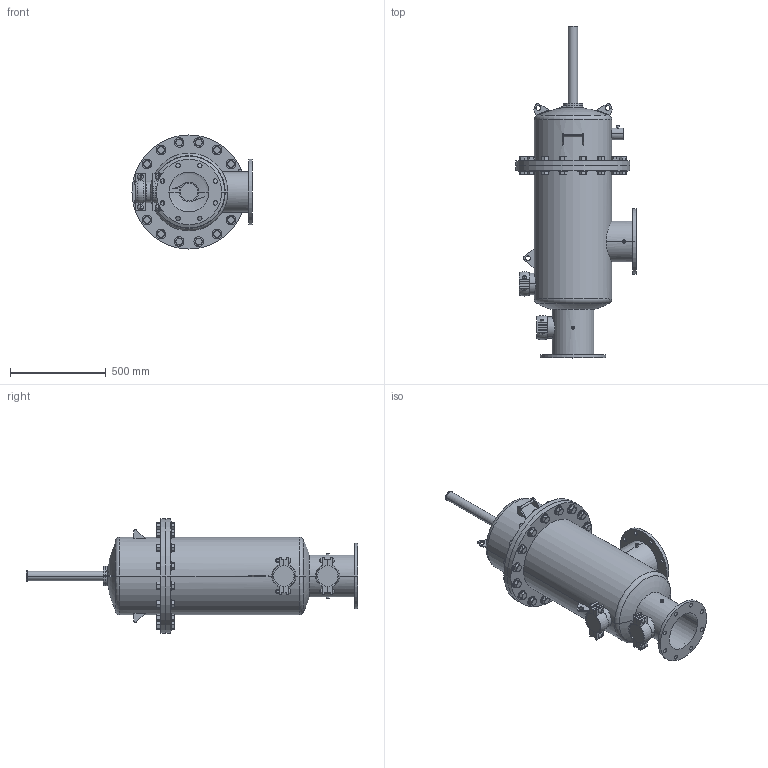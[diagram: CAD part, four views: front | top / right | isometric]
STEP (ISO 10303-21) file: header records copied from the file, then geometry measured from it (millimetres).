
FILE_DESCRIPTION (( 'STEP AP203' ), '1' );
FILE_NAME ('E8-90.STEP', '2020-09-25T10:30:32', ( '' ), ( '' ), 'SwSTEP 2.0', 'SolidWorks 2018', '' );
FILE_SCHEMA (( 'CONFIG_CONTROL_DESIGN' ));
Length unit declared in the file: inch
Products named in the file (1): E8-90
Bounding box: 628.65 x 1737.53 x 596.9 mm (x, y, z)
Volume: 19564093.4 mm3; surface area: 13027821.9 mm2
Topology: 30 solids, 30 shells, 1428 faces, 3224 edges, 1994 vertices
Faces by surface type: plane 514, cylinder 450, cone 436, torus 20, sphere 8
Entity records: 48750 total; most frequent: CARTESIAN_POINT 17476, ORIENTED_EDGE 6436, DIRECTION 6364, EDGE_CURVE 3218, AXIS2_PLACEMENT_3D 2721, VERTEX_POINT 1990, EDGE_LOOP 1708, FACE_OUTER_BOUND 1428
